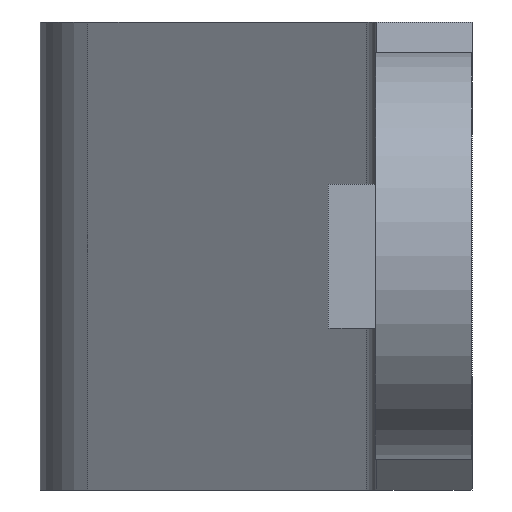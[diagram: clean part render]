
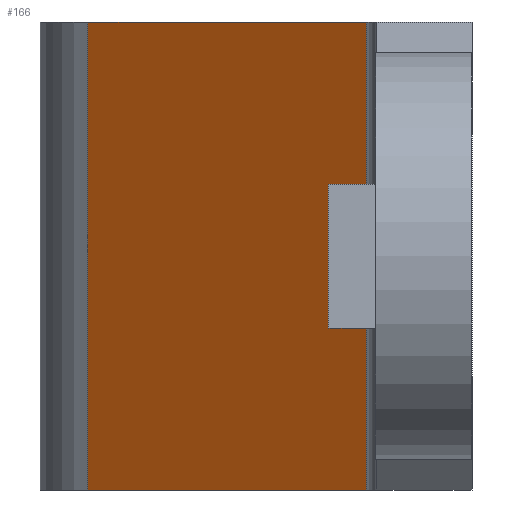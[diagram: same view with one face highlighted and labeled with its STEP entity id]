
A CAD part, left-side view. The second image highlights one B-rep face of the part: STEP entity #166.
In plain terms, the highlighted planar face has unit normal (-0.8, 0.6, 0).
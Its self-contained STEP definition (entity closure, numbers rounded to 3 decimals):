
#166 = ADVANCED_FACE( '', ( #322 ), #323, .F. );
#322 = FACE_OUTER_BOUND( '', #463, .T. );
#323 = PLANE( '', #464 );
#463 = EDGE_LOOP( '', ( #839, #840, #841, #842 ) );
#464 = AXIS2_PLACEMENT_3D( '', #843, #844, #845 );
#839 = ORIENTED_EDGE( '', *, *, #945, .T. );
#840 = ORIENTED_EDGE( '', *, *, #999, .T. );
#841 = ORIENTED_EDGE( '', *, *, #898, .F. );
#842 = ORIENTED_EDGE( '', *, *, #952, .T. );
#843 = CARTESIAN_POINT( '', ( 23.511, 16.002, 10. ) );
#844 = DIRECTION( '', ( 0.8, -0.6, 0. ) );
#845 = DIRECTION( '', ( 0.6, 0.8, 0. ) );
#898 = EDGE_CURVE( '', #1081, #1077, #1083, .T. );
#945 = EDGE_CURVE( '', #1156, #1154, #1157, .T. );
#952 = EDGE_CURVE( '', #1081, #1156, #1166, .T. );
#999 = EDGE_CURVE( '', #1154, #1077, #1223, .T. );
#1077 = VERTEX_POINT( '', #1328 );
#1081 = VERTEX_POINT( '', #1333 );
#1083 = LINE( '', #1335, #1336 );
#1154 = VERTEX_POINT( '', #1435 );
#1156 = VERTEX_POINT( '', #1437 );
#1157 = LINE( '', #1438, #1439 );
#1166 = LINE( '', #1450, #1451 );
#1223 = LINE( '', #1531, #1532 );
#1328 = CARTESIAN_POINT( '', ( 14.8, 4.4, -9.75 ) );
#1333 = CARTESIAN_POINT( '', ( 14.8, 4.4, 9.75 ) );
#1335 = CARTESIAN_POINT( '', ( 14.8, 4.4, 10. ) );
#1336 = VECTOR( '', #1592, 1000. );
#1435 = CARTESIAN_POINT( '', ( 23.511, 16.002, -9.75 ) );
#1437 = CARTESIAN_POINT( '', ( 23.511, 16.002, 9.75 ) );
#1438 = CARTESIAN_POINT( '', ( 23.511, 16.002, 10. ) );
#1439 = VECTOR( '', #1642, 1000. );
#1450 = CARTESIAN_POINT( '', ( 23.511, 16.002, 9.75 ) );
#1451 = VECTOR( '', #1654, 1000. );
#1531 = CARTESIAN_POINT( '', ( 23.511, 16.002, -9.75 ) );
#1532 = VECTOR( '', #1696, 1000. );
#1592 = DIRECTION( '', ( 0., 0., -1. ) );
#1642 = DIRECTION( '', ( 0., 0., -1. ) );
#1654 = DIRECTION( '', ( 0.6, 0.8, 0. ) );
#1696 = DIRECTION( '', ( -0.6, -0.8, 0. ) );
